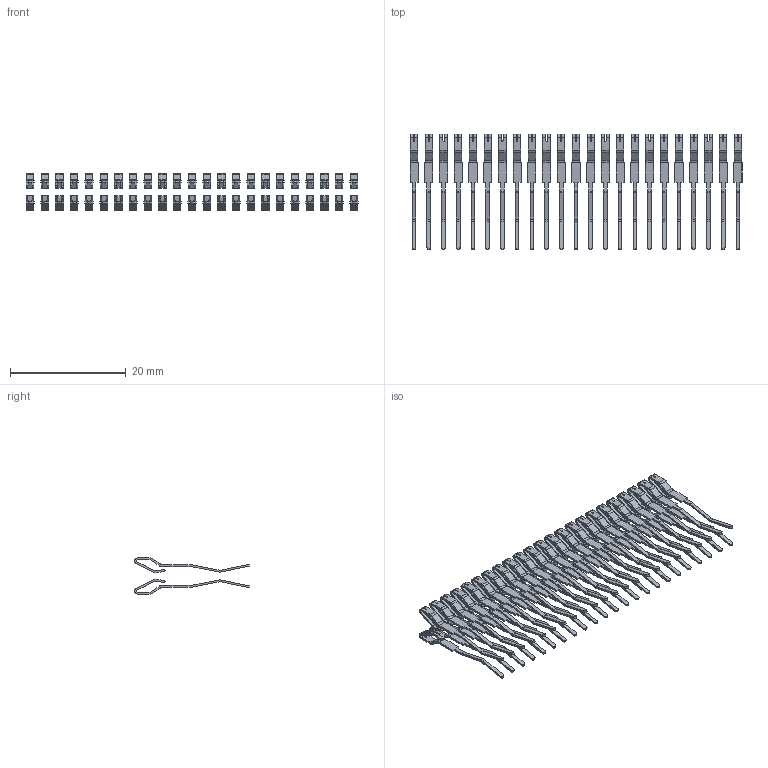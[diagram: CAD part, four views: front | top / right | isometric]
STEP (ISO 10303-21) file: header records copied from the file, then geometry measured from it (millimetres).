
FILE_DESCRIPTION (( 'STEP AP203' ), '1' );
FILE_NAME ('391-046-560-204.STEP', '2018-08-09T03:38:27', ( '' ), ( '' ), 'SwSTEP 2.0', 'SolidWorks 2016', '' );
FILE_SCHEMA (( 'CONFIG_CONTROL_DESIGN' ));
Length unit declared in the file: inch
Products named in the file (3): 341 Part_.156 (3.96) Dia Mounting Holes; 341-292-001_341-292-160; 391-046-560-204
Assembly tree (47 placements, depth 2):
  391-046-560-204
    341 Part_.156 (3.96) Dia Mounting Holes
    341-292-001_341-292-160  x46
Bounding box: 57.3 x 19.86 x 6.25 mm (x, y, z)
Volume: 374.9 mm3; surface area: 3296.5 mm2
Topology: 46 solids, 46 shells, 2484 faces, 7268 edges, 4784 vertices
Faces by surface type: plane 1334, cylinder 1150
Entity records: 30924 total; most frequent: CARTESIAN_POINT 5147, ORIENTED_EDGE 5110, DIRECTION 5005, EDGE_CURVE 2555, VECTOR 2045, LINE 2045, VERTEX_POINT 1622, AXIS2_PLACEMENT_3D 1480
